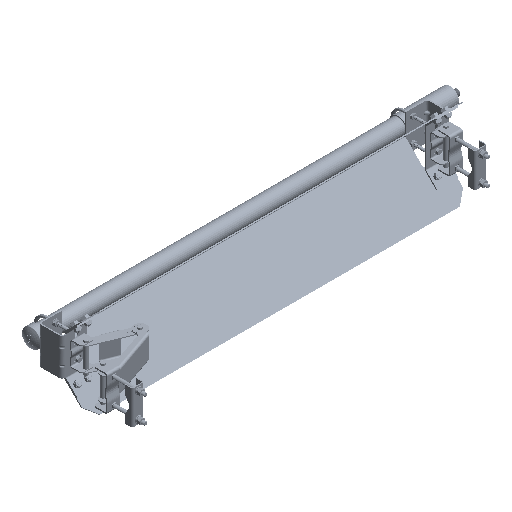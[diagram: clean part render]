
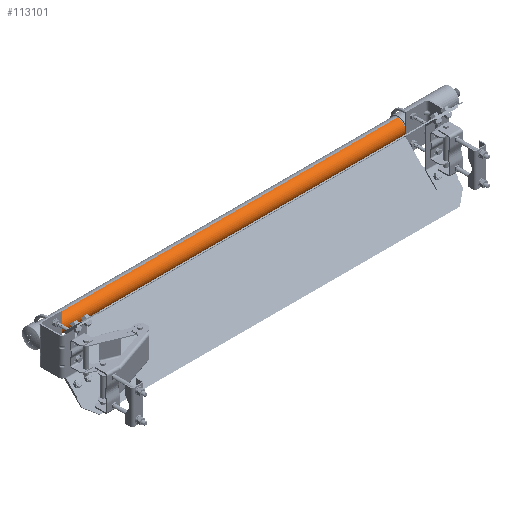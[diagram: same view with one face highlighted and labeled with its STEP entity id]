
A CAD part, isometric view. The second image highlights one B-rep face of the part: STEP entity #113101.
In plain terms, the highlighted cylindrical face has radius 19.177 mm (diameter 38.354 mm), a partial arc.
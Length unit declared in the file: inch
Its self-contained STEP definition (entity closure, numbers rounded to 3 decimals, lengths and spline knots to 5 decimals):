
#42673 = CARTESIAN_POINT ( 'NONE',  ( -4.963, 0., 0.755 ) ) ;
#42684 = CARTESIAN_POINT ( 'NONE',  ( -38.8775, 0., 0.755 ) ) ;
#42739 = CARTESIAN_POINT ( 'NONE',  ( -38.8775, 0., -0.755 ) ) ;
#42791 = DIRECTION ( 'NONE',  ( 1., 0., 0. ) ) ;
#42792 = VECTOR ( 'NONE', #42791, 39.37008 ) ;
#42795 = CARTESIAN_POINT ( 'NONE',  ( 8.51438, 0., 0.755 ) ) ;
#42796 = LINE ( 'NONE', #42795, #42792 ) ;
#42816 = DIRECTION ( 'NONE',  ( 0., 0., -1. ) ) ;
#42817 = DIRECTION ( 'NONE',  ( 1., 0., 0. ) ) ;
#42818 = CARTESIAN_POINT ( 'NONE',  ( -38.8775, 0., 0. ) ) ;
#42819 = AXIS2_PLACEMENT_3D ( 'NONE', #42818, #42817, #42816 ) ;
#42825 = CIRCLE ( 'NONE', #42819, 0.755 ) ;
#42884 = CARTESIAN_POINT ( 'NONE',  ( -4.963, 0., -0.755 ) ) ;
#42920 = DIRECTION ( 'NONE',  ( 1., 0., 0. ) ) ;
#42921 = VECTOR ( 'NONE', #42920, 39.37008 ) ;
#42924 = CARTESIAN_POINT ( 'NONE',  ( 8.51438, 0., -0.755 ) ) ;
#42925 = LINE ( 'NONE', #42924, #42921 ) ;
#42975 = CIRCLE ( 'NONE', #43036, 0.755 ) ;
#42986 = CARTESIAN_POINT ( 'NONE',  ( -4.963, 0., 0. ) ) ;
#43028 = DIRECTION ( 'NONE',  ( 0., 0., -1. ) ) ;
#43034 = DIRECTION ( 'NONE',  ( 1., 0., 0. ) ) ;
#43036 = AXIS2_PLACEMENT_3D ( 'NONE', #42986, #43034, #43028 ) ;
#44577 = FACE_OUTER_BOUND ( 'NONE', #113237, .T. ) ;
#44583 = AXIS2_PLACEMENT_3D ( 'NONE', #44592, #44631, #44626 ) ;
#44592 = CARTESIAN_POINT ( 'NONE',  ( 8.51438, 0., 0. ) ) ;
#44626 = DIRECTION ( 'NONE',  ( 0., 0., -1. ) ) ;
#44631 = DIRECTION ( 'NONE',  ( 1., 0., 0. ) ) ;
#44638 = CYLINDRICAL_SURFACE ( 'NONE', #44583, 0.755 ) ;
#111555 = VERTEX_POINT ( 'NONE', #42673 ) ;
#111565 = VERTEX_POINT ( 'NONE', #42684 ) ;
#111567 = VERTEX_POINT ( 'NONE', #42739 ) ;
#111656 = EDGE_CURVE ( 'NONE', #111565, #111555, #42796, .T. ) ;
#111673 = EDGE_CURVE ( 'NONE', #111565, #111567, #42825, .T. ) ;
#111729 = VERTEX_POINT ( 'NONE', #42884 ) ;
#111736 = EDGE_CURVE ( 'NONE', #111567, #111729, #42925, .T. ) ;
#111829 = EDGE_CURVE ( 'NONE', #111555, #111729, #42975, .T. ) ;
#113045 = ORIENTED_EDGE ( 'NONE', *, *, #111829, .F. ) ;
#113101 = ADVANCED_FACE ( 'NONE', ( #44577 ), #44638, .T. ) ;
#113104 = ORIENTED_EDGE ( 'NONE', *, *, #111736, .T. ) ;
#113112 = ORIENTED_EDGE ( 'NONE', *, *, #111673, .T. ) ;
#113147 = ORIENTED_EDGE ( 'NONE', *, *, #111656, .F. ) ;
#113237 = EDGE_LOOP ( 'NONE', ( #113147, #113112, #113104, #113045 ) ) ;
